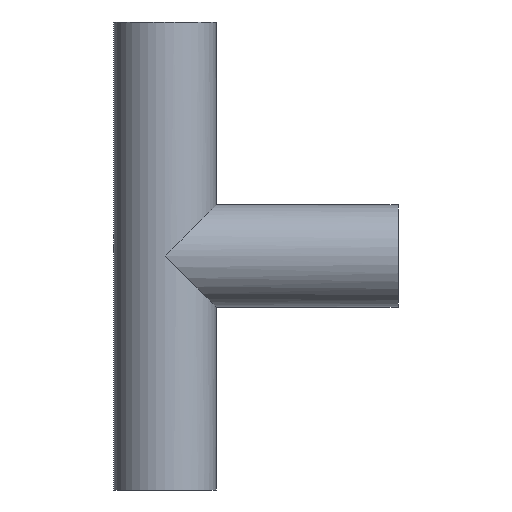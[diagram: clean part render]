
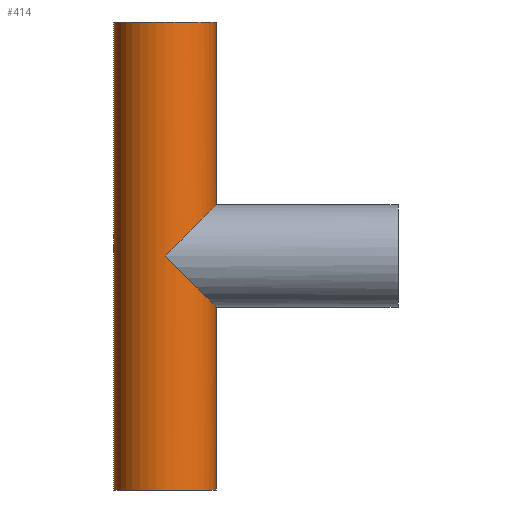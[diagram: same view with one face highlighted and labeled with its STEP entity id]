
A CAD part, front view. The second image highlights one B-rep face of the part: STEP entity #414.
In plain terms, the highlighted cylindrical face has radius 25 mm (diameter 50 mm), a partial arc.
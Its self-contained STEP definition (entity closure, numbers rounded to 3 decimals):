
#7 = VECTOR ( 'NONE', #440, 1000. ) ;
#8 = ORIENTED_EDGE ( 'NONE', *, *, #412, .F. ) ;
#28 = LINE ( 'NONE', #122, #176 ) ;
#32 = ORIENTED_EDGE ( 'NONE', *, *, #364, .T. ) ;
#33 = CARTESIAN_POINT ( 'NONE',  ( -25., 0., -114.5 ) ) ;
#36 = CARTESIAN_POINT ( 'NONE',  ( 0., 0., 114.5 ) ) ;
#38 = DIRECTION ( 'NONE',  ( 0., 0., -1. ) ) ;
#45 = CARTESIAN_POINT ( 'NONE',  ( 14.645, -25., 14.645 ) ) ;
#60 = FACE_OUTER_BOUND ( 'NONE', #141, .T. ) ;
#70 = AXIS2_PLACEMENT_3D ( 'NONE', #36, #321, #127 ) ;
#71 = EDGE_CURVE ( 'NONE', #110, #391, #94, .T. ) ;
#78 = CARTESIAN_POINT ( 'NONE',  ( 0., -25., 0. ) ) ;
#88 = CARTESIAN_POINT ( 'NONE',  ( 25., 0., -114.5 ) ) ;
#89 = EDGE_CURVE ( 'NONE', #391, #328, #260, .T. ) ;
#94 =( BOUNDED_CURVE ( )  B_SPLINE_CURVE ( 3, ( #151, #189, #108, #369 ),
 .UNSPECIFIED., .F., .F. ) 
 B_SPLINE_CURVE_WITH_KNOTS ( ( 4, 4 ),
 ( 4.712, 6.283 ),
 .UNSPECIFIED. ) 
 CURVE ( )  GEOMETRIC_REPRESENTATION_ITEM ( )  RATIONAL_B_SPLINE_CURVE ( ( 1., 0.805, 0.805, 1. ) ) 
 REPRESENTATION_ITEM ( '' )  );
#100 = EDGE_CURVE ( 'NONE', #316, #110, #280, .T. ) ;
#104 = CIRCLE ( 'NONE', #425, 25. ) ;
#108 = CARTESIAN_POINT ( 'NONE',  ( 25., -14.645, -25. ) ) ;
#110 = VERTEX_POINT ( 'NONE', #339 ) ;
#117 = CARTESIAN_POINT ( 'NONE',  ( 25., 0., 114.5 ) ) ;
#119 = DIRECTION ( 'NONE',  ( 0., 0., -1. ) ) ;
#122 = CARTESIAN_POINT ( 'NONE',  ( -25., 0., 114.5 ) ) ;
#127 = DIRECTION ( 'NONE',  ( -1., 0., 0. ) ) ;
#141 = EDGE_LOOP ( 'NONE', ( #243, #8, #419, #32, #353, #375, #311 ) ) ;
#151 = CARTESIAN_POINT ( 'NONE',  ( 0., -25., 0. ) ) ;
#176 = VECTOR ( 'NONE', #119, 1000. ) ;
#185 = AXIS2_PLACEMENT_3D ( 'NONE', #207, #279, #323 ) ;
#186 = CARTESIAN_POINT ( 'NONE',  ( 25., 0., 114.5 ) ) ;
#189 = CARTESIAN_POINT ( 'NONE',  ( 14.645, -25., -14.645 ) ) ;
#197 = CARTESIAN_POINT ( 'NONE',  ( -25., 0., 114.5 ) ) ;
#207 = CARTESIAN_POINT ( 'NONE',  ( 0., 0., 114.5 ) ) ;
#209 = DIRECTION ( 'NONE',  ( 0., 0., 1. ) ) ;
#214 = LINE ( 'NONE', #277, #259 ) ;
#229 = CARTESIAN_POINT ( 'NONE',  ( 25., 0., 25. ) ) ;
#243 = ORIENTED_EDGE ( 'NONE', *, *, #453, .F. ) ;
#249 = CARTESIAN_POINT ( 'NONE',  ( 0., 0., -114.5 ) ) ;
#259 = VECTOR ( 'NONE', #38, 1000. ) ;
#260 = LINE ( 'NONE', #186, #7 ) ;
#269 = EDGE_CURVE ( 'NONE', #290, #420, #28, .T. ) ;
#277 = CARTESIAN_POINT ( 'NONE',  ( 25., 0., 114.5 ) ) ;
#278 = VERTEX_POINT ( 'NONE', #117 ) ;
#279 = DIRECTION ( 'NONE',  ( 0., 0., 1. ) ) ;
#280 =( BOUNDED_CURVE ( )  B_SPLINE_CURVE ( 3, ( #331, #402, #45, #78 ),
 .UNSPECIFIED., .F., .T. ) 
 B_SPLINE_CURVE_WITH_KNOTS ( ( 4, 4 ),
 ( 3.142, 4.712 ),
 .UNSPECIFIED. ) 
 CURVE ( )  GEOMETRIC_REPRESENTATION_ITEM ( )  RATIONAL_B_SPLINE_CURVE ( ( 1., 0.805, 0.805, 1. ) ) 
 REPRESENTATION_ITEM ( '' )  );
#290 = VERTEX_POINT ( 'NONE', #197 ) ;
#311 = ORIENTED_EDGE ( 'NONE', *, *, #100, .F. ) ;
#315 = DIRECTION ( 'NONE',  ( 1., 0., 0. ) ) ;
#316 = VERTEX_POINT ( 'NONE', #229 ) ;
#321 = DIRECTION ( 'NONE',  ( 0., 0., -1. ) ) ;
#323 = DIRECTION ( 'NONE',  ( 1., 0., 0. ) ) ;
#328 = VERTEX_POINT ( 'NONE', #88 ) ;
#331 = CARTESIAN_POINT ( 'NONE',  ( 25., 0., 25. ) ) ;
#339 = CARTESIAN_POINT ( 'NONE',  ( 0., -25., 0. ) ) ;
#352 = CYLINDRICAL_SURFACE ( 'NONE', #70, 25. ) ;
#353 = ORIENTED_EDGE ( 'NONE', *, *, #89, .F. ) ;
#354 = CARTESIAN_POINT ( 'NONE',  ( 25., 0., -25. ) ) ;
#364 = EDGE_CURVE ( 'NONE', #420, #328, #104, .T. ) ;
#369 = CARTESIAN_POINT ( 'NONE',  ( 25., 0., -25. ) ) ;
#375 = ORIENTED_EDGE ( 'NONE', *, *, #71, .F. ) ;
#391 = VERTEX_POINT ( 'NONE', #354 ) ;
#402 = CARTESIAN_POINT ( 'NONE',  ( 25., -14.645, 25. ) ) ;
#412 = EDGE_CURVE ( 'NONE', #290, #278, #450, .T. ) ;
#414 = ADVANCED_FACE ( 'NONE', ( #60 ), #352, .T. ) ;
#419 = ORIENTED_EDGE ( 'NONE', *, *, #269, .T. ) ;
#420 = VERTEX_POINT ( 'NONE', #33 ) ;
#425 = AXIS2_PLACEMENT_3D ( 'NONE', #249, #209, #315 ) ;
#440 = DIRECTION ( 'NONE',  ( 0., 0., -1. ) ) ;
#450 = CIRCLE ( 'NONE', #185, 25. ) ;
#453 = EDGE_CURVE ( 'NONE', #278, #316, #214, .T. ) ;
